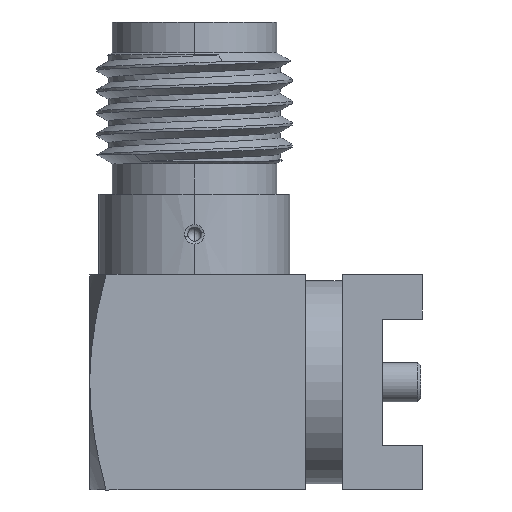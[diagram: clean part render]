
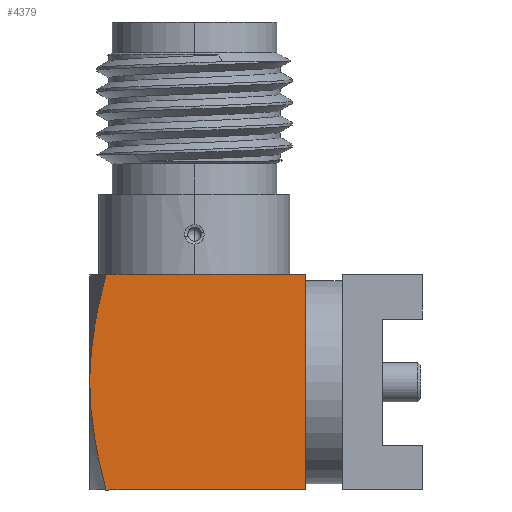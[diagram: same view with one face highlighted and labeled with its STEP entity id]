
A CAD part, left-side view. The second image highlights one B-rep face of the part: STEP entity #4379.
In plain terms, the highlighted planar face has unit normal (-1, 0, 0).
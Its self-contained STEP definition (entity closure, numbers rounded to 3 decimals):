
#73 = DIRECTION ( 'NONE',  ( 0., 0., -1. ) ) ;
#116 = EDGE_CURVE ( 'NONE', #878, #1499, #1442, .T. ) ;
#125 = CARTESIAN_POINT ( 'NONE',  ( -3.5, 10.8, -3.515 ) ) ;
#225 = B_SPLINE_CURVE_WITH_KNOTS ( 'NONE', 3,
 ( #2521, #1135, #1790, #4229, #3181, #3548 ),
 .UNSPECIFIED., .F., .F.,
 ( 4, 2, 4 ),
 ( 0.004, 0.005, 0.007 ),
 .UNSPECIFIED. ) ;
#233 = PLANE ( 'NONE',  #2957 ) ;
#282 = ORIENTED_EDGE ( 'NONE', *, *, #2459, .F. ) ;
#350 = VECTOR ( 'NONE', #1479, 1000. ) ;
#362 = ORIENTED_EDGE ( 'NONE', *, *, #1195, .F. ) ;
#454 = CARTESIAN_POINT ( 'NONE',  ( -3.5, 10.8, -4.1 ) ) ;
#581 = LINE ( 'NONE', #3603, #4176 ) ;
#751 = ORIENTED_EDGE ( 'NONE', *, *, #116, .F. ) ;
#878 = VERTEX_POINT ( 'NONE', #3142 ) ;
#927 = VERTEX_POINT ( 'NONE', #1182 ) ;
#1135 = CARTESIAN_POINT ( 'NONE',  ( -3.5, 10.421, -7.023 ) ) ;
#1182 = CARTESIAN_POINT ( 'NONE',  ( -3.5, 10.8, -4.1 ) ) ;
#1195 = EDGE_CURVE ( 'NONE', #1816, #927, #225, .T. ) ;
#1204 = CARTESIAN_POINT ( 'NONE',  ( -3.5, 10.744, -2.927 ) ) ;
#1442 = LINE ( 'NONE', #2795, #1996 ) ;
#1479 = DIRECTION ( 'NONE',  ( 0., -1., 0. ) ) ;
#1499 = VERTEX_POINT ( 'NONE', #3364 ) ;
#1790 = CARTESIAN_POINT ( 'NONE',  ( -3.5, 10.553, -6.44 ) ) ;
#1816 = VERTEX_POINT ( 'NONE', #3045 ) ;
#1901 = ORIENTED_EDGE ( 'NONE', *, *, #2465, .F. ) ;
#1996 = VECTOR ( 'NONE', #73, 1000. ) ;
#2095 = FACE_OUTER_BOUND ( 'NONE', #4186, .T. ) ;
#2224 = CARTESIAN_POINT ( 'NONE',  ( -3.5, 10.8, -0.6 ) ) ;
#2459 = EDGE_CURVE ( 'NONE', #4231, #878, #4410, .T. ) ;
#2465 = EDGE_CURVE ( 'NONE', #1499, #1816, #581, .T. ) ;
#2521 = CARTESIAN_POINT ( 'NONE',  ( -3.5, 10.272, -7.6 ) ) ;
#2524 = DIRECTION ( 'NONE',  ( 0., 1., 0. ) ) ;
#2646 = CARTESIAN_POINT ( 'NONE',  ( -3.5, 10.272, -0.6 ) ) ;
#2795 = CARTESIAN_POINT ( 'NONE',  ( -3.5, 3.8, -7.6 ) ) ;
#2886 = CARTESIAN_POINT ( 'NONE',  ( -3.5, 10.551, -1.75 ) ) ;
#2957 = AXIS2_PLACEMENT_3D ( 'NONE', #2980, #3832, #4121 ) ;
#2980 = CARTESIAN_POINT ( 'NONE',  ( -3.5, 0., 0. ) ) ;
#3045 = CARTESIAN_POINT ( 'NONE',  ( -3.5, 10.272, -7.6 ) ) ;
#3142 = CARTESIAN_POINT ( 'NONE',  ( -3.5, 3.8, -0.6 ) ) ;
#3181 = CARTESIAN_POINT ( 'NONE',  ( -3.5, 10.8, -4.688 ) ) ;
#3252 = CARTESIAN_POINT ( 'NONE',  ( -3.5, 10.272, -0.6 ) ) ;
#3364 = CARTESIAN_POINT ( 'NONE',  ( -3.5, 3.8, -7.6 ) ) ;
#3390 = EDGE_CURVE ( 'NONE', #927, #4231, #3701, .T. ) ;
#3505 = ORIENTED_EDGE ( 'NONE', *, *, #3390, .F. ) ;
#3548 = CARTESIAN_POINT ( 'NONE',  ( -3.5, 10.8, -4.1 ) ) ;
#3595 = CARTESIAN_POINT ( 'NONE',  ( -3.5, 10.42, -1.173 ) ) ;
#3603 = CARTESIAN_POINT ( 'NONE',  ( -3.5, 10.8, -7.6 ) ) ;
#3701 = B_SPLINE_CURVE_WITH_KNOTS ( 'NONE', 3,
 ( #454, #125, #1204, #2886, #3595, #3252 ),
 .UNSPECIFIED., .F., .F.,
 ( 4, 2, 4 ),
 ( 0.007, 0.009, 0.011 ),
 .UNSPECIFIED. ) ;
#3832 = DIRECTION ( 'NONE',  ( -1., 0., 0. ) ) ;
#4121 = DIRECTION ( 'NONE',  ( 0., 0., 1. ) ) ;
#4176 = VECTOR ( 'NONE', #2524, 1000. ) ;
#4186 = EDGE_LOOP ( 'NONE', ( #362, #1901, #751, #282, #3505 ) ) ;
#4229 = CARTESIAN_POINT ( 'NONE',  ( -3.5, 10.744, -5.273 ) ) ;
#4231 = VERTEX_POINT ( 'NONE', #2646 ) ;
#4379 = ADVANCED_FACE ( 'NONE', ( #2095 ), #233, .T. ) ;
#4410 = LINE ( 'NONE', #2224, #350 ) ;
